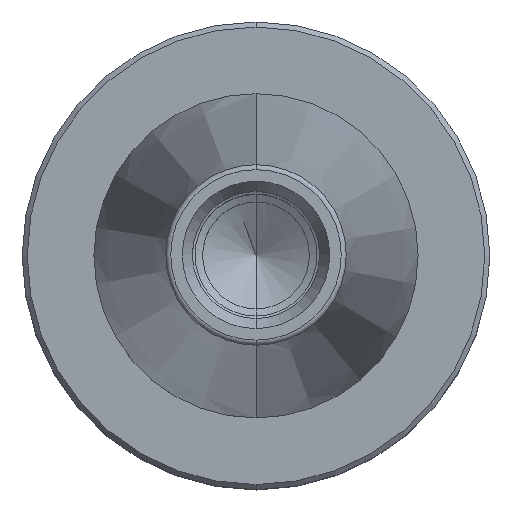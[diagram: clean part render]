
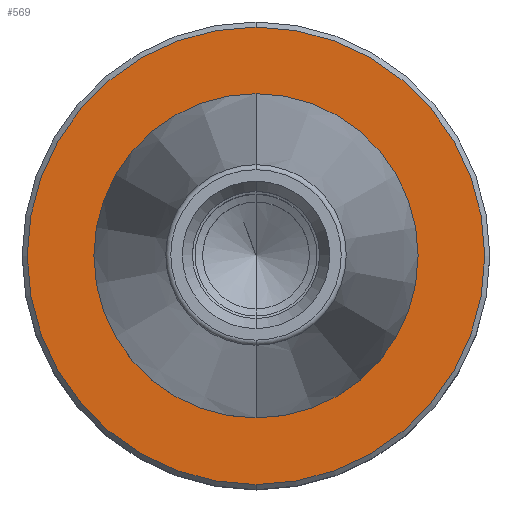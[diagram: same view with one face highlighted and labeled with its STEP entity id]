
A CAD part, top view. The second image highlights one B-rep face of the part: STEP entity #569.
In plain terms, the highlighted planar face has unit normal (0, 0, 1).
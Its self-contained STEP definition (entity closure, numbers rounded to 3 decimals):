
#459=EDGE_CURVE('',#759,#673,#1025,.T.);
#569=ADVANCED_FACE('',(#1145,#1146),#1147,.T.);
#587=EDGE_CURVE('',#673,#759,#1169,.T.);
#593=EDGE_CURVE('',#603,#607,#1176,.T.);
#603=VERTEX_POINT('',#1188);
#607=VERTEX_POINT('',#1192);
#673=VERTEX_POINT('',#1266);
#747=EDGE_CURVE('',#607,#603,#1346,.T.);
#759=VERTEX_POINT('',#1359);
#1025=CIRCLE('',#1679,22.5);
#1145=FACE_OUTER_BOUND('',#1845,.T.);
#1146=FACE_BOUND('',#1846,.T.);
#1147=PLANE('',#1847);
#1169=CIRCLE('',#1872,22.5);
#1176=CIRCLE('',#1880,15.948);
#1188=CARTESIAN_POINT('',(0.0,15.948,-2.0));
#1192=CARTESIAN_POINT('',(0.,-15.948,-2.0));
#1266=CARTESIAN_POINT('',(0.,-22.5,-2.0));
#1346=CIRCLE('',#2104,15.948);
#1359=CARTESIAN_POINT('',(0.0,22.5,-2.0));
#1679=AXIS2_PLACEMENT_3D('',#2480,#2481,#2482);
#1845=EDGE_LOOP('',(#2629,#2630));
#1846=EDGE_LOOP('',(#2631,#2632));
#1847=AXIS2_PLACEMENT_3D('',#2633,#2634,#2635);
#1872=AXIS2_PLACEMENT_3D('',#2669,#2670,#2671);
#1880=AXIS2_PLACEMENT_3D('',#2680,#2681,#2682);
#2104=AXIS2_PLACEMENT_3D('',#2878,#2879,#2880);
#2480=CARTESIAN_POINT('',(0.0,0.0,-2.0));
#2481=DIRECTION('',(0.0,0.0,-1.0));
#2482=DIRECTION('',(0.0,1.0,0.0));
#2629=ORIENTED_EDGE('',*,*,#459,.F.);
#2630=ORIENTED_EDGE('',*,*,#587,.F.);
#2631=ORIENTED_EDGE('',*,*,#593,.T.);
#2632=ORIENTED_EDGE('',*,*,#747,.T.);
#2633=CARTESIAN_POINT('',(0.0,19.224,-2.0));
#2634=DIRECTION('',(-0.0,0.0,1.0));
#2635=DIRECTION('',(0.0,-1.0,0.0));
#2669=CARTESIAN_POINT('',(0.0,0.0,-2.0));
#2670=DIRECTION('',(0.0,0.0,-1.0));
#2671=DIRECTION('',(0.0,1.0,0.0));
#2680=CARTESIAN_POINT('',(0.0,0.0,-2.0));
#2681=DIRECTION('',(0.0,0.0,-1.0));
#2682=DIRECTION('',(0.0,1.0,0.0));
#2878=CARTESIAN_POINT('',(0.0,0.0,-2.0));
#2879=DIRECTION('',(0.0,0.0,-1.0));
#2880=DIRECTION('',(0.0,1.0,0.0));
